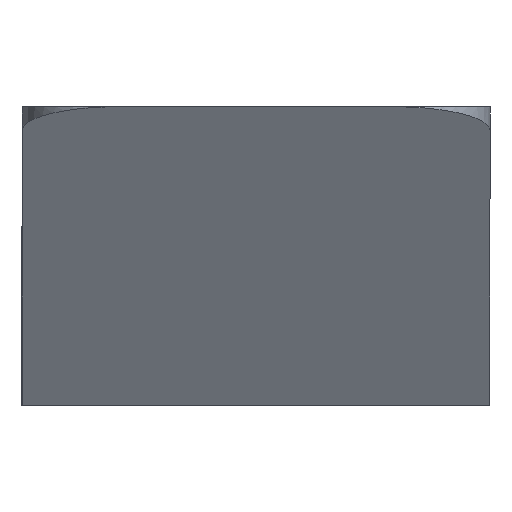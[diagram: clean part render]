
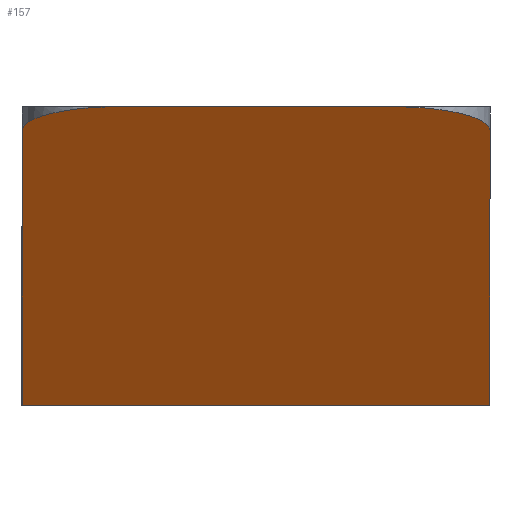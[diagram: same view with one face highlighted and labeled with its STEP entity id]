
A CAD part, front view. The second image highlights one B-rep face of the part: STEP entity #157.
In plain terms, the highlighted planar face has unit normal (0, -0.242, -0.97).
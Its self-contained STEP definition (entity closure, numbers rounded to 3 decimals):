
#2 = EDGE_CURVE ( 'NONE', #289, #110, #527, .T. ) ;
#3 = CARTESIAN_POINT ( 'NONE',  ( 5.8, -117.081, 0. ) ) ;
#18 = DIRECTION ( 'NONE',  ( 1., 0., 0. ) ) ;
#19 = CARTESIAN_POINT ( 'NONE',  ( -9.8, -113.081, -1. ) ) ;
#50 = CARTESIAN_POINT ( 'NONE',  ( -9.8, -113.081, -1. ) ) ;
#55 = CARTESIAN_POINT ( 'NONE',  ( -5.8, -117.081, 0. ) ) ;
#61 = EDGE_CURVE ( 'NONE', #110, #95, #594, .T. ) ;
#95 = VERTEX_POINT ( 'NONE', #293 ) ;
#110 = VERTEX_POINT ( 'NONE', #307 ) ;
#125 = CARTESIAN_POINT ( 'NONE',  ( -9.8, -6.887, -27.548 ) ) ;
#145 = EDGE_CURVE ( 'NONE', #598, #467, #657, .T. ) ;
#153 = ORIENTED_EDGE ( 'NONE', *, *, #641, .T. ) ;
#157 = ADVANCED_FACE ( 'NONE', ( #195 ), #515, .F. ) ;
#159 = ORIENTED_EDGE ( 'NONE', *, *, #314, .F. ) ;
#161 = ORIENTED_EDGE ( 'NONE', *, *, #145, .T. ) ;
#171 = VECTOR ( 'NONE', #18, 1000. ) ;
#189 = ORIENTED_EDGE ( 'NONE', *, *, #61, .F. ) ;
#191 = DIRECTION ( 'NONE',  ( 0., 0.243, 0.97 ) ) ;
#195 = FACE_OUTER_BOUND ( 'NONE', #356, .T. ) ;
#199 = DIRECTION ( 'NONE',  ( 0., -0.97, 0.243 ) ) ;
#214 = CARTESIAN_POINT ( 'NONE',  ( 9.8, -115.424, -0.414 ) ) ;
#268 = VECTOR ( 'NONE', #355, 1000. ) ;
#289 = VERTEX_POINT ( 'NONE', #19 ) ;
#292 = CARTESIAN_POINT ( 'NONE',  ( 9.8, -67.081, -12.5 ) ) ;
#293 = CARTESIAN_POINT ( 'NONE',  ( 5.8, -117.081, 0. ) ) ;
#307 = CARTESIAN_POINT ( 'NONE',  ( -5.8, -117.081, 0. ) ) ;
#314 = EDGE_CURVE ( 'NONE', #605, #289, #391, .T. ) ;
#319 = CARTESIAN_POINT ( 'NONE',  ( 9.8, -113.081, -1. ) ) ;
#334 = LINE ( 'NONE', #613, #268 ) ;
#355 = DIRECTION ( 'NONE',  ( 1., 0., 0. ) ) ;
#356 = EDGE_LOOP ( 'NONE', ( #189, #635, #159, #153, #161, #421 ) ) ;
#366 = CARTESIAN_POINT ( 'NONE',  ( -9.8, -115.424, -0.414 ) ) ;
#376 = VECTOR ( 'NONE', #387, 1000. ) ;
#379 =( BOUNDED_CURVE ( )  B_SPLINE_CURVE ( 3, ( #3, #621, #214, #319 ),
 .UNSPECIFIED., .F., .T. ) 
 B_SPLINE_CURVE_WITH_KNOTS ( ( 4, 4 ),
 ( 0., 1.571 ),
 .UNSPECIFIED. ) 
 CURVE ( )  GEOMETRIC_REPRESENTATION_ITEM ( )  RATIONAL_B_SPLINE_CURVE ( ( 1., 0.805, 0.805, 1. ) ) 
 REPRESENTATION_ITEM ( '' )  );
#387 = DIRECTION ( 'NONE',  ( 0., -0.97, 0.243 ) ) ;
#391 = LINE ( 'NONE', #125, #376 ) ;
#405 = CARTESIAN_POINT ( 'NONE',  ( -9.801, -6.887, -27.548 ) ) ;
#406 = CARTESIAN_POINT ( 'NONE',  ( -9.8, -67.081, -12.5 ) ) ;
#409 = DIRECTION ( 'NONE',  ( 0., -0.97, 0.243 ) ) ;
#421 = ORIENTED_EDGE ( 'NONE', *, *, #537, .F. ) ;
#461 = AXIS2_PLACEMENT_3D ( 'NONE', #405, #191, #409 ) ;
#467 = VERTEX_POINT ( 'NONE', #572 ) ;
#515 = PLANE ( 'NONE',  #461 ) ;
#524 = CARTESIAN_POINT ( 'NONE',  ( -8.143, -117.081, 0. ) ) ;
#527 =( BOUNDED_CURVE ( )  B_SPLINE_CURVE ( 3, ( #50, #366, #524, #55 ),
 .UNSPECIFIED., .F., .F. ) 
 B_SPLINE_CURVE_WITH_KNOTS ( ( 4, 4 ),
 ( 4.712, 6.283 ),
 .UNSPECIFIED. ) 
 CURVE ( )  GEOMETRIC_REPRESENTATION_ITEM ( )  RATIONAL_B_SPLINE_CURVE ( ( 1., 0.805, 0.805, 1. ) ) 
 REPRESENTATION_ITEM ( '' )  );
#537 = EDGE_CURVE ( 'NONE', #95, #467, #379, .T. ) ;
#557 = CARTESIAN_POINT ( 'NONE',  ( 9.8, -6.887, -27.548 ) ) ;
#572 = CARTESIAN_POINT ( 'NONE',  ( 9.8, -113.081, -1. ) ) ;
#585 = VECTOR ( 'NONE', #199, 1000. ) ;
#594 = LINE ( 'NONE', #645, #171 ) ;
#598 = VERTEX_POINT ( 'NONE', #292 ) ;
#605 = VERTEX_POINT ( 'NONE', #406 ) ;
#613 = CARTESIAN_POINT ( 'NONE',  ( -9.801, -67.081, -12.5 ) ) ;
#621 = CARTESIAN_POINT ( 'NONE',  ( 8.143, -117.081, 0. ) ) ;
#635 = ORIENTED_EDGE ( 'NONE', *, *, #2, .F. ) ;
#641 = EDGE_CURVE ( 'NONE', #605, #598, #334, .T. ) ;
#645 = CARTESIAN_POINT ( 'NONE',  ( 0., -117.081, 0. ) ) ;
#657 = LINE ( 'NONE', #557, #585 ) ;
